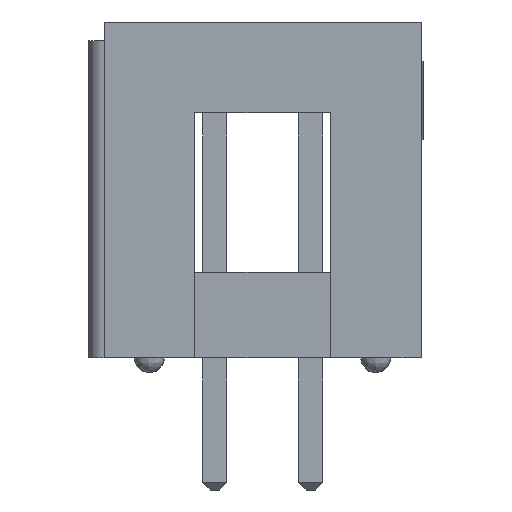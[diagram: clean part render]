
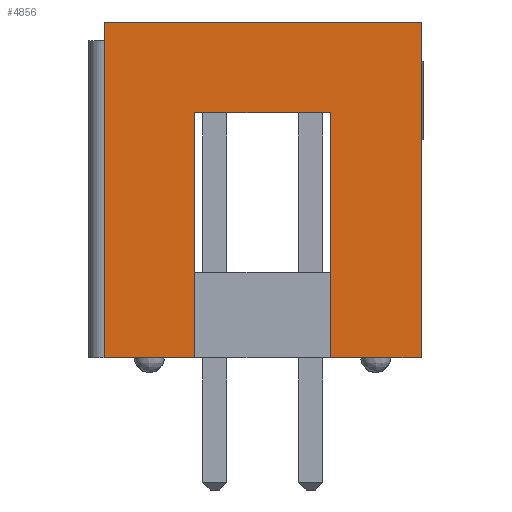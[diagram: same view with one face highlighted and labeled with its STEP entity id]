
A CAD part, left-side view. The second image highlights one B-rep face of the part: STEP entity #4856.
In plain terms, the highlighted planar face has unit normal (-1, 0, 0).
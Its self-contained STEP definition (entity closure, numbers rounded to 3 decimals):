
#76 = CARTESIAN_POINT ( 'NONE',  ( -22.85, 3.07, 4.23 ) ) ;
#129 = VECTOR ( 'NONE', #11069, 1000. ) ;
#349 = CARTESIAN_POINT ( 'NONE',  ( -22.85, 5.47, -2.27 ) ) ;
#442 = ORIENTED_EDGE ( 'NONE', *, *, #13219, .T. ) ;
#750 = LINE ( 'NONE', #9817, #3456 ) ;
#896 = DIRECTION ( 'NONE',  ( 0., 0., 1. ) ) ;
#979 = DIRECTION ( 'NONE',  ( 0., -1., 0. ) ) ;
#1071 = EDGE_CURVE ( 'NONE', #2954, #8892, #13428, .T. ) ;
#1174 = LINE ( 'NONE', #5093, #7289 ) ;
#1517 = LINE ( 'NONE', #14692, #4564 ) ;
#1531 = VECTOR ( 'NONE', #13281, 1000. ) ;
#2075 = CARTESIAN_POINT ( 'NONE',  ( -22.85, 5.47, 6.63 ) ) ;
#2452 = VERTEX_POINT ( 'NONE', #13809 ) ;
#2602 = LINE ( 'NONE', #14577, #14382 ) ;
#2954 = VERTEX_POINT ( 'NONE', #76 ) ;
#2990 = DIRECTION ( 'NONE',  ( 0., 0., 1. ) ) ;
#3084 = CARTESIAN_POINT ( 'NONE',  ( -22.85, -2.93, -2.27 ) ) ;
#3106 = CARTESIAN_POINT ( 'NONE',  ( -22.85, -2.93, 6.63 ) ) ;
#3224 = EDGE_CURVE ( 'NONE', #7057, #2954, #1517, .T. ) ;
#3390 = ORIENTED_EDGE ( 'NONE', *, *, #9144, .T. ) ;
#3456 = VECTOR ( 'NONE', #2990, 1000. ) ;
#4564 = VECTOR ( 'NONE', #6703, 1000. ) ;
#4703 = VECTOR ( 'NONE', #979, 1000. ) ;
#4856 = ADVANCED_FACE ( 'NONE', ( #6054 ), #7726, .T. ) ;
#5093 = CARTESIAN_POINT ( 'NONE',  ( -22.85, -0.53, -2.27 ) ) ;
#5136 = EDGE_CURVE ( 'NONE', #8892, #2452, #1174, .T. ) ;
#5300 = VERTEX_POINT ( 'NONE', #3084 ) ;
#5353 = ORIENTED_EDGE ( 'NONE', *, *, #1071, .T. ) ;
#5628 = VERTEX_POINT ( 'NONE', #349 ) ;
#5883 = LINE ( 'NONE', #9924, #129 ) ;
#5968 = CARTESIAN_POINT ( 'NONE',  ( -22.85, -0.53, 4.23 ) ) ;
#6054 = FACE_OUTER_BOUND ( 'NONE', #6227, .T. ) ;
#6227 = EDGE_LOOP ( 'NONE', ( #7105, #442, #9282, #5353, #10393, #10368, #3390, #11864 ) ) ;
#6488 = CARTESIAN_POINT ( 'NONE',  ( -22.85, 3.07, -2.27 ) ) ;
#6703 = DIRECTION ( 'NONE',  ( 0., 0., 1. ) ) ;
#7057 = VERTEX_POINT ( 'NONE', #6488 ) ;
#7066 = EDGE_CURVE ( 'NONE', #2452, #5300, #5883, .T. ) ;
#7072 = VERTEX_POINT ( 'NONE', #3106 ) ;
#7105 = ORIENTED_EDGE ( 'NONE', *, *, #10180, .F. ) ;
#7150 = VERTEX_POINT ( 'NONE', #2075 ) ;
#7289 = VECTOR ( 'NONE', #11915, 1000. ) ;
#7518 = CARTESIAN_POINT ( 'NONE',  ( -22.85, -2.93, -2.27 ) ) ;
#7625 = LINE ( 'NONE', #7518, #1531 ) ;
#7726 = PLANE ( 'NONE',  #8219 ) ;
#7761 = DIRECTION ( 'NONE',  ( -1., 0., 0. ) ) ;
#8219 = AXIS2_PLACEMENT_3D ( 'NONE', #14592, #7761, #896 ) ;
#8887 = DIRECTION ( 'NONE',  ( 0., -1., 0. ) ) ;
#8892 = VERTEX_POINT ( 'NONE', #5968 ) ;
#8944 = LINE ( 'NONE', #13509, #14655 ) ;
#9144 = EDGE_CURVE ( 'NONE', #5300, #7072, #7625, .T. ) ;
#9282 = ORIENTED_EDGE ( 'NONE', *, *, #3224, .T. ) ;
#9817 = CARTESIAN_POINT ( 'NONE',  ( -22.85, 5.47, -2.27 ) ) ;
#9924 = CARTESIAN_POINT ( 'NONE',  ( -22.85, 1.27, -2.27 ) ) ;
#10180 = EDGE_CURVE ( 'NONE', #5628, #7150, #750, .T. ) ;
#10368 = ORIENTED_EDGE ( 'NONE', *, *, #7066, .T. ) ;
#10393 = ORIENTED_EDGE ( 'NONE', *, *, #5136, .T. ) ;
#11069 = DIRECTION ( 'NONE',  ( 0., -1., 0. ) ) ;
#11864 = ORIENTED_EDGE ( 'NONE', *, *, #12203, .F. ) ;
#11915 = DIRECTION ( 'NONE',  ( 0., 0., -1. ) ) ;
#12203 = EDGE_CURVE ( 'NONE', #7150, #7072, #8944, .T. ) ;
#13219 = EDGE_CURVE ( 'NONE', #5628, #7057, #2602, .T. ) ;
#13281 = DIRECTION ( 'NONE',  ( 0., 0., 1. ) ) ;
#13428 = LINE ( 'NONE', #14724, #4703 ) ;
#13509 = CARTESIAN_POINT ( 'NONE',  ( -22.85, 1.27, 6.63 ) ) ;
#13809 = CARTESIAN_POINT ( 'NONE',  ( -22.85, -0.53, -2.27 ) ) ;
#14382 = VECTOR ( 'NONE', #8887, 1000. ) ;
#14577 = CARTESIAN_POINT ( 'NONE',  ( -22.85, 1.27, -2.27 ) ) ;
#14592 = CARTESIAN_POINT ( 'NONE',  ( -22.85, -2.93, -2.27 ) ) ;
#14655 = VECTOR ( 'NONE', #14670, 1000. ) ;
#14670 = DIRECTION ( 'NONE',  ( 0., -1., 0. ) ) ;
#14692 = CARTESIAN_POINT ( 'NONE',  ( -22.85, 3.07, -2.27 ) ) ;
#14724 = CARTESIAN_POINT ( 'NONE',  ( -22.85, -2.93, 4.23 ) ) ;
